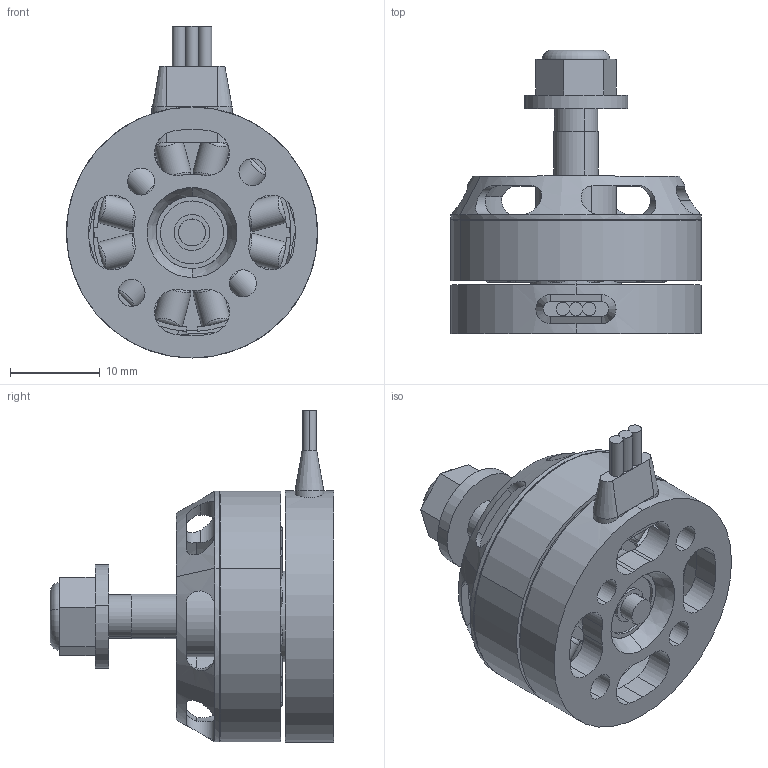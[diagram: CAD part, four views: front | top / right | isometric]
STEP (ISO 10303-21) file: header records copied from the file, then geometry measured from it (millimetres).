
FILE_DESCRIPTION (( 'STEP AP203' ), '1' );
FILE_NAME ('motor.STEP', '2022-09-12T13:27:05', ( '' ), ( '' ), 'SwSTEP 2.0', 'SolidWorks 2019', '' );
FILE_SCHEMA (( 'CONFIG_CONTROL_DESIGN' ));
Length unit declared in the file: millimetre
Products named in the file (6): racerstarBR2205Simplified.STEP; racerstarBR2205Rotor_Simplified.STEP; motor; racerstarBR2205Cap_Simplified.STEP; racerstarBR2205Stator_Simplified.STEP; racerstarBR2205Bearing_Simplified.STEP
Assembly tree (6 placements, depth 3):
  motor
    racerstarBR2205Simplified.STEP
      racerstarBR2205Stator_Simplified.STEP
      racerstarBR2205Bearing_Simplified.STEP  x2
      racerstarBR2205Rotor_Simplified.STEP
      racerstarBR2205Cap_Simplified.STEP
Bounding box: 27.9 x 31.5 x 36.9 mm (x, y, z)
Volume: 6303.7 mm3; surface area: 8304.9 mm2
Topology: 5 solids, 5 shells, 549 faces, 1467 edges, 903 vertices
Faces by surface type: cylinder 284, plane 204, bspline 48, cone 9, torus 4
Entity records: 26105 total; most frequent: CARTESIAN_POINT 12721, ORIENTED_EDGE 2766, DIRECTION 2576, EDGE_CURVE 1383, AXIS2_PLACEMENT_3D 1009, VERTEX_POINT 879, EDGE_LOOP 584, VECTOR 558
